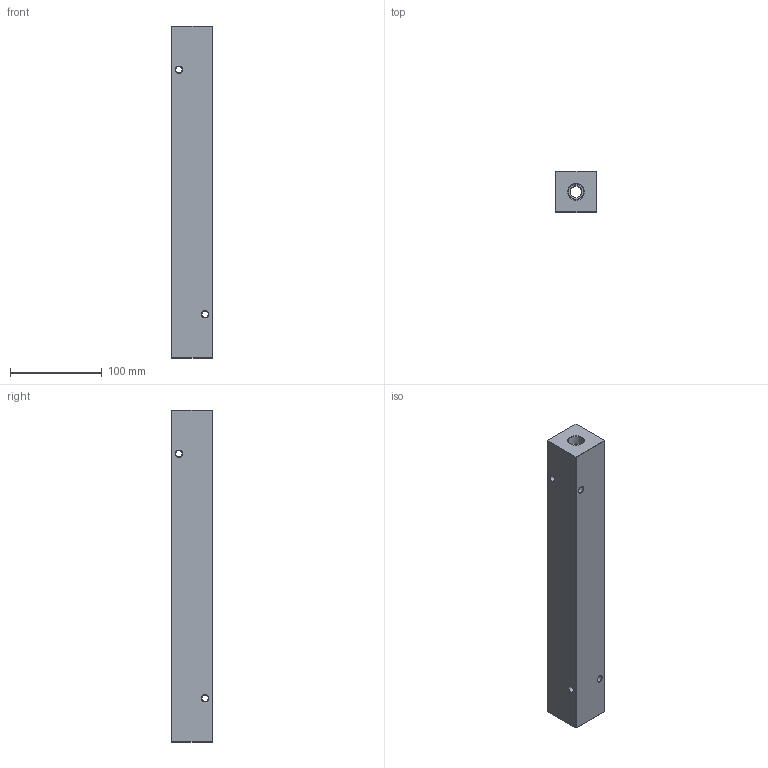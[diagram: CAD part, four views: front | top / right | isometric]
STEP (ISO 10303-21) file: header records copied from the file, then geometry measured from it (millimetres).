
FILE_DESCRIPTION (( 'STEP AP214' ), '1' );
FILE_NAME ('HM-8-0-P-6-2.STEP', '2020-02-28T16:13:06', ( '' ), ( '' ), 'SwSTEP 2.0', 'SolidWorks 2019', '' );
FILE_SCHEMA (( 'AUTOMOTIVE_DESIGN' ));
Length unit declared in the file: inch
Products named in the file (1): HM-8-0-P-6-2
Bounding box: 44.45 x 44.45 x 361.95 mm (x, y, z)
Volume: 651959.9 mm3; surface area: 88564.3 mm2
Topology: 1 solids, 1 shells, 502 faces, 1303 edges, 846 vertices
Faces by surface type: plane 237, bspline 191, cone 40, cylinder 34
Entity records: 31363 total; most frequent: CARTESIAN_POINT 14043, ORIENTED_EDGE 2606, DIRECTION 1613, EDGE_CURVE 1303, VERTEX_POINT 846, LINE 789, VECTOR 789, EDGE_LOOP 575
